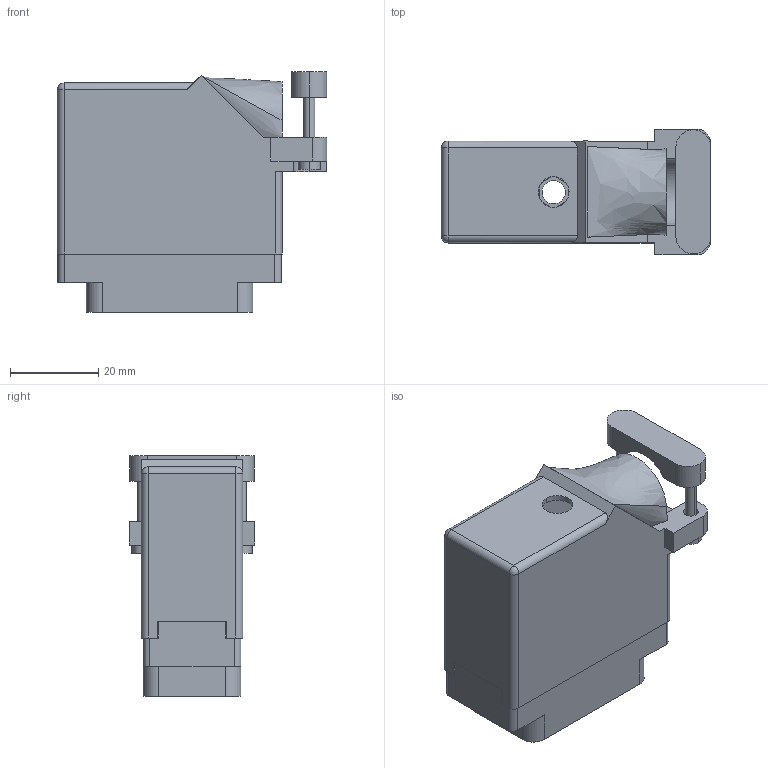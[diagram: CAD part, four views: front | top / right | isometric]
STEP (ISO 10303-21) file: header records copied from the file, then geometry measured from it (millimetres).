
FILE_DESCRIPTION (( 'STEP AP203' ), '1' );
FILE_NAME ('516-038-000-540.STEP', '2020-03-09T18:55:27', ( '' ), ( '' ), 'SwSTEP 2.0', 'SolidWorks 2016', '' );
FILE_SCHEMA (( 'CONFIG_CONTROL_DESIGN' ));
Length unit declared in the file: inch
Products named in the file (3): 516-230-001_Plastic - 038 Side Entry - Large Clamp; 516 Plug Insulator_038; 516-038-000-540
Assembly tree (2 placements, depth 2):
  516-038-000-540
    516 Plug Insulator_038
    516-230-001_Plastic - 038 Side Entry - Large Clamp
Bounding box: 61.21 x 28.57 x 54.69 mm (x, y, z)
Volume: 19652.3 mm3; surface area: 25788.5 mm2
Topology: 2 solids, 2 shells, 967 faces, 2818 edges, 1874 vertices
Faces by surface type: plane 686, cylinder 274, bspline 3, cone 2, sphere 2
Entity records: 32524 total; most frequent: CARTESIAN_POINT 5755, ORIENTED_EDGE 5632, DIRECTION 5449, EDGE_CURVE 2816, LINE 2113, VECTOR 2113, VERTEX_POINT 1874, AXIS2_PLACEMENT_3D 1668
